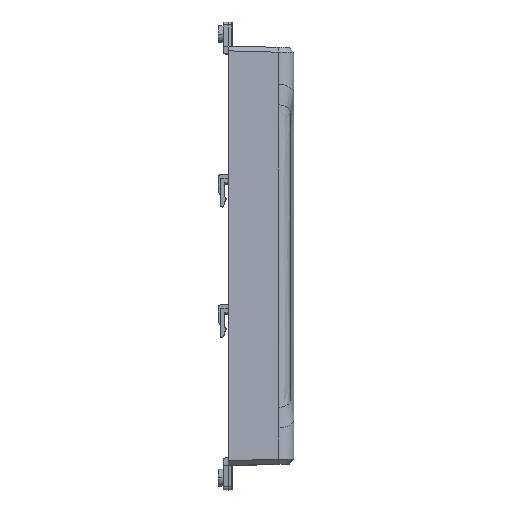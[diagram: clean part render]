
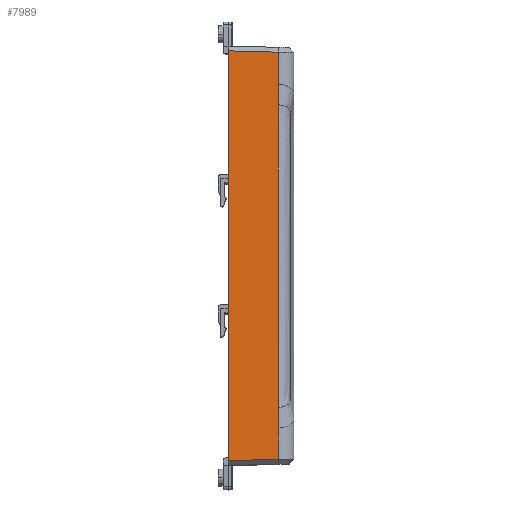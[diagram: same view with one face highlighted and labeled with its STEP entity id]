
A CAD part, top view. The second image highlights one B-rep face of the part: STEP entity #7989.
In plain terms, the highlighted planar face has unit normal (0.026, 0, 1).
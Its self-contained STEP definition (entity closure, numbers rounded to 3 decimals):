
#1585 = CARTESIAN_POINT ( 'NONE',  ( 36.812, -93.187, 42.371 ) ) ;
#2156 = VECTOR ( 'NONE', #32507, 1000. ) ;
#2629 = LINE ( 'NONE', #48413, #2156 ) ;
#3942 = CARTESIAN_POINT ( 'NONE',  ( 36.812, 92.736, 42.371 ) ) ;
#4517 = CARTESIAN_POINT ( 'NONE',  ( 36.812, -101.555, 42.371 ) ) ;
#4840 = VERTEX_POINT ( 'NONE', #43236 ) ;
#5661 = VERTEX_POINT ( 'NONE', #1585 ) ;
#6730 = CARTESIAN_POINT ( 'NONE',  ( 36.812, -125.089, 42.371 ) ) ;
#6793 = DIRECTION ( 'NONE',  ( 0., -1., 0. ) ) ;
#7793 = DIRECTION ( 'NONE',  ( 0.026, 0., 1. ) ) ;
#7889 = VECTOR ( 'NONE', #6793, 1000. ) ;
#7989 = ADVANCED_FACE ( 'NONE', ( #42491 ), #19682, .T. ) ;
#8030 = EDGE_CURVE ( 'NONE', #19409, #14917, #30845, .T. ) ;
#8282 = DIRECTION ( 'NONE',  ( 0., 1., 0. ) ) ;
#8305 = CARTESIAN_POINT ( 'NONE',  ( 36.812, -97.371, 42.371 ) ) ;
#10693 = VERTEX_POINT ( 'NONE', #11775 ) ;
#10873 = ORIENTED_EDGE ( 'NONE', *, *, #34992, .T. ) ;
#11367 = CARTESIAN_POINT ( 'NONE',  ( 6.35, 125.936, 43.169 ) ) ;
#11690 = EDGE_CURVE ( 'NONE', #22391, #5661, #29085, .T. ) ;
#11775 = CARTESIAN_POINT ( 'NONE',  ( 36.812, -105.739, 42.371 ) ) ;
#12346 = CARTESIAN_POINT ( 'NONE',  ( 36.812, -105.739, 42.371 ) ) ;
#12692 = ORIENTED_EDGE ( 'NONE', *, *, #8030, .F. ) ;
#14792 = VECTOR ( 'NONE', #8282, 1000. ) ;
#14852 = CARTESIAN_POINT ( 'NONE',  ( 6.35, -125.887, 43.169 ) ) ;
#14917 = VERTEX_POINT ( 'NONE', #11367 ) ;
#18223 = VERTEX_POINT ( 'NONE', #20990 ) ;
#18698 = CARTESIAN_POINT ( 'NONE',  ( 6.35, -125.887, 43.169 ) ) ;
#19409 = VERTEX_POINT ( 'NONE', #14852 ) ;
#19682 = PLANE ( 'NONE',  #49549 ) ;
#20990 = CARTESIAN_POINT ( 'NONE',  ( 36.812, 105.286, 42.371 ) ) ;
#21994 = LINE ( 'NONE', #45769, #7889 ) ;
#22391 = VERTEX_POINT ( 'NONE', #35839 ) ;
#23722 = ORIENTED_EDGE ( 'NONE', *, *, #44487, .F. ) ;
#24216 = ORIENTED_EDGE ( 'NONE', *, *, #44617, .F. ) ;
#24856 = DIRECTION ( 'NONE',  ( 0.999, 0.026, -0.026 ) ) ;
#25740 = EDGE_CURVE ( 'NONE', #4840, #14917, #42985, .T. ) ;
#29085 = B_SPLINE_CURVE_WITH_KNOTS ( 'NONE', 1,
 ( #3942, #34595 ),
 .UNSPECIFIED., .F., .F.,
 ( 2, 2 ),
 ( 0., 1. ),
 .UNSPECIFIED. ) ;
#29121 = ORIENTED_EDGE ( 'NONE', *, *, #31731, .F. ) ;
#30087 = LINE ( 'NONE', #36001, #45809 ) ;
#30845 = LINE ( 'NONE', #18698, #14792 ) ;
#31069 = B_SPLINE_CURVE_WITH_KNOTS ( 'NONE', 3,
 ( #39705, #8305, #4517, #12346 ),
 .UNSPECIFIED., .F., .F.,
 ( 4, 4 ),
 ( 0., 1. ),
 .UNSPECIFIED. ) ;
#31234 = ORIENTED_EDGE ( 'NONE', *, *, #25740, .T. ) ;
#31731 = EDGE_CURVE ( 'NONE', #18223, #22391, #49115, .T. ) ;
#31966 = CARTESIAN_POINT ( 'NONE',  ( 36.812, 105.286, 42.371 ) ) ;
#32084 = DIRECTION ( 'NONE',  ( -0.999, 0.026, 0.026 ) ) ;
#32257 = VERTEX_POINT ( 'NONE', #6730 ) ;
#32507 = DIRECTION ( 'NONE',  ( 0., -1., 0. ) ) ;
#32724 = CARTESIAN_POINT ( 'NONE',  ( 36.812, 101.103, 42.371 ) ) ;
#34294 = ORIENTED_EDGE ( 'NONE', *, *, #47341, .F. ) ;
#34595 = CARTESIAN_POINT ( 'NONE',  ( 36.812, -93.187, 42.371 ) ) ;
#34992 = EDGE_CURVE ( 'NONE', #19409, #32257, #30087, .T. ) ;
#35839 = CARTESIAN_POINT ( 'NONE',  ( 36.812, 92.736, 42.371 ) ) ;
#36001 = CARTESIAN_POINT ( 'NONE',  ( 15.178, -125.655, 42.938 ) ) ;
#36142 = CARTESIAN_POINT ( 'NONE',  ( 19.101, 125.603, 42.835 ) ) ;
#37681 = ORIENTED_EDGE ( 'NONE', *, *, #11690, .F. ) ;
#39705 = CARTESIAN_POINT ( 'NONE',  ( 36.812, -93.187, 42.371 ) ) ;
#42235 = DIRECTION ( 'NONE',  ( -1., 0., 0.026 ) ) ;
#42491 = FACE_OUTER_BOUND ( 'NONE', #48832, .T. ) ;
#42941 = VECTOR ( 'NONE', #32084, 1000. ) ;
#42985 = LINE ( 'NONE', #36142, #42941 ) ;
#43236 = CARTESIAN_POINT ( 'NONE',  ( 36.812, 125.139, 42.371 ) ) ;
#44339 = CARTESIAN_POINT ( 'NONE',  ( 36.812, 92.736, 42.371 ) ) ;
#44487 = EDGE_CURVE ( 'NONE', #10693, #32257, #2629, .T. ) ;
#44617 = EDGE_CURVE ( 'NONE', #5661, #10693, #31069, .T. ) ;
#45769 = CARTESIAN_POINT ( 'NONE',  ( 36.812, 125.139, 42.371 ) ) ;
#45809 = VECTOR ( 'NONE', #24856, 1000. ) ;
#47341 = EDGE_CURVE ( 'NONE', #4840, #18223, #21994, .T. ) ;
#48126 = CARTESIAN_POINT ( 'NONE',  ( 36.812, 96.92, 42.371 ) ) ;
#48413 = CARTESIAN_POINT ( 'NONE',  ( 36.812, -105.739, 42.371 ) ) ;
#48832 = EDGE_LOOP ( 'NONE', ( #29121, #34294, #31234, #12692, #10873, #23722, #24216, #37681 ) ) ;
#49115 = B_SPLINE_CURVE_WITH_KNOTS ( 'NONE', 3,
 ( #31966, #32724, #48126, #44339 ),
 .UNSPECIFIED., .F., .F.,
 ( 4, 4 ),
 ( 0., 1. ),
 .UNSPECIFIED. ) ;
#49549 = AXIS2_PLACEMENT_3D ( 'NONE', #49559, #7793, #42235 ) ;
#49559 = CARTESIAN_POINT ( 'NONE',  ( 24.681, -0.225, 42.689 ) ) ;
